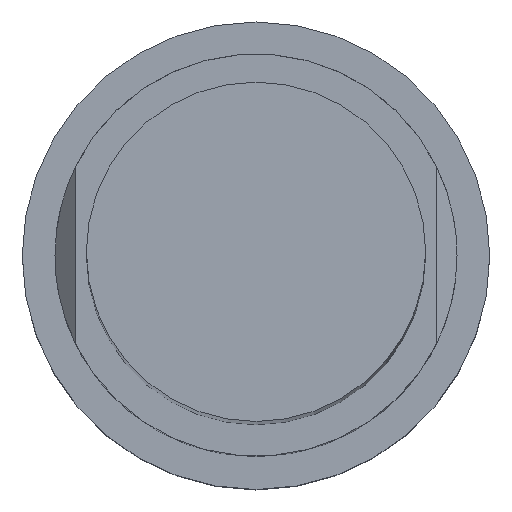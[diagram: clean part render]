
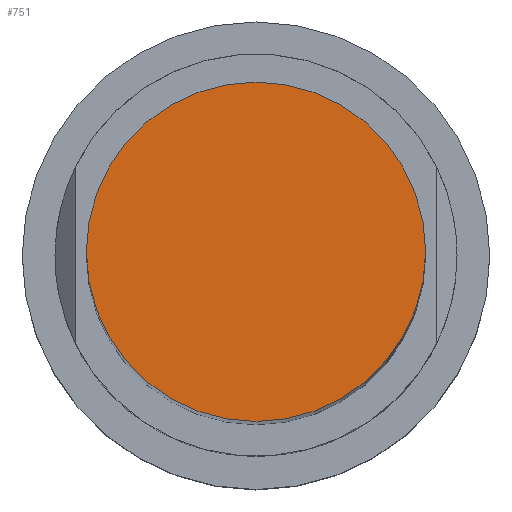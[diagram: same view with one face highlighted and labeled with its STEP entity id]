
A CAD part, top view. The second image highlights one B-rep face of the part: STEP entity #751.
In plain terms, the highlighted planar face has unit normal (0, 0, 1).
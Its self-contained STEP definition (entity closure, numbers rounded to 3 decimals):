
#1 = CARTESIAN_POINT ( 'NONE',  ( 0., 0., 0. ) ) ;
#11 = ORIENTED_EDGE ( 'NONE', *, *, #302, .T. ) ;
#54 = DIRECTION ( 'NONE',  ( -1., 0., 0. ) ) ;
#89 = EDGE_LOOP ( 'NONE', ( #332, #11 ) ) ;
#146 = DIRECTION ( 'NONE',  ( 1., 0., 0. ) ) ;
#187 = AXIS2_PLACEMENT_3D ( 'NONE', #203, #389, #146 ) ;
#203 = CARTESIAN_POINT ( 'NONE',  ( 0., 0., 0. ) ) ;
#273 = AXIS2_PLACEMENT_3D ( 'NONE', #1, #670, #54 ) ;
#280 = CIRCLE ( 'NONE', #187, 12.7 ) ;
#302 = EDGE_CURVE ( 'NONE', #489, #756, #280, .T. ) ;
#330 = CARTESIAN_POINT ( 'NONE',  ( 0., 0., 0. ) ) ;
#332 = ORIENTED_EDGE ( 'NONE', *, *, #335, .T. ) ;
#335 = EDGE_CURVE ( 'NONE', #756, #489, #429, .T. ) ;
#342 = CARTESIAN_POINT ( 'NONE',  ( -12.7, 0., 0. ) ) ;
#389 = DIRECTION ( 'NONE',  ( 0., 0., 1. ) ) ;
#398 = AXIS2_PLACEMENT_3D ( 'NONE', #330, #698, #704 ) ;
#429 = CIRCLE ( 'NONE', #398, 12.7 ) ;
#489 = VERTEX_POINT ( 'NONE', #342 ) ;
#670 = DIRECTION ( 'NONE',  ( 0., 0., -1. ) ) ;
#675 = CARTESIAN_POINT ( 'NONE',  ( 12.7, 0., 0. ) ) ;
#698 = DIRECTION ( 'NONE',  ( 0., 0., 1. ) ) ;
#704 = DIRECTION ( 'NONE',  ( 1., 0., 0. ) ) ;
#731 = PLANE ( 'NONE',  #273 ) ;
#751 = ADVANCED_FACE ( 'NONE', ( #783 ), #731, .F. ) ;
#756 = VERTEX_POINT ( 'NONE', #675 ) ;
#783 = FACE_OUTER_BOUND ( 'NONE', #89, .T. ) ;
